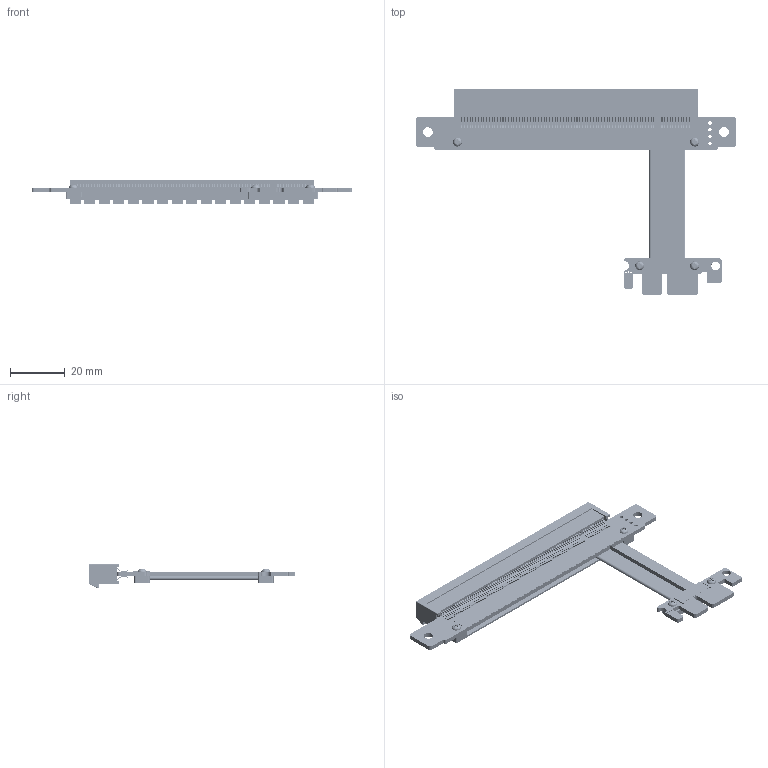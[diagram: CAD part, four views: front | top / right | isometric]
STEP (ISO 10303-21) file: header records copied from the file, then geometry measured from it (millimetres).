
FILE_DESCRIPTION(('Open CASCADE Model'),'2;1');
FILE_NAME('Open CASCADE Shape Model','2019-09-18T09:08:14',('Author'),( 'Open CASCADE'),'Open CASCADE STEP processor 6.8','Open CASCADE 6.8' ,'Unknown');
FILE_SCHEMA(('AUTOMOTIVE_DESIGN { 1 0 10303 214 1 1 1 1 }'));
Length unit declared in the file: millimetre
Products named in the file (14): PCB; Board; Open CASCADE STEP translator 6.8 2.1.1; Free-Models; Hexagon_nut_ISO_4032_(DIN_934)_-_M2_RGB9411503; G0033_RGB9411503; PCIe_x16_夹板不带扣Lotes_AAA-PCI-014-K20_3D_雜項客戶_16.7.28_
RGB4404530; 164PIN主體; 158; tape-3P_RGB0; RP33S-PAD; RP11S-PAD; Tape14x5_RGB0; cable20-43
Assembly tree (182 placements, depth 4):
  PCB
    Board
      Open CASCADE STEP translator 6.8 2.1.1
    Free-Models
      Hexagon_nut_ISO_4032_(DIN_934)_-_M2_RGB9411503  x4
      G0033_RGB9411503  x4
      PCIe_x16_夹板不带扣Lotes_AAA-PCI-014-K20_3D_雜項客戶_16.7.28_
RGB4404530
        164PIN主體
        158  x164
      tape-3P_RGB0
      RP33S-PAD
      RP11S-PAD
      Tape14x5_RGB0
      cable20-43
Bounding box: 117.08 x 75.23 x 8.78 mm (x, y, z)
Volume: 9729.5 mm3; surface area: 19123 mm2
Topology: 219 solids, 219 shells, 14970 faces, 42989 edges, 28478 vertices
Faces by surface type: plane 8807, cylinder 6027, torus 80, cone 48, revolution 8
Full cylindrical faces by diameter (mm): 0.6 x143, 1.2 x4, 2.2 x8, 3.2 x1, 3.5 x2, 4.8 x4
Entity records: 34786 total; most frequent: DIRECTION 5678, CARTESIAN_POINT 5421, ORIENTED_EDGE 4808, EDGE_CURVE 2404, AXIS2_PLACEMENT_3D 2199, VERTEX_POINT 1542, FACE_BOUND 1356, EDGE_LOOP 1356
